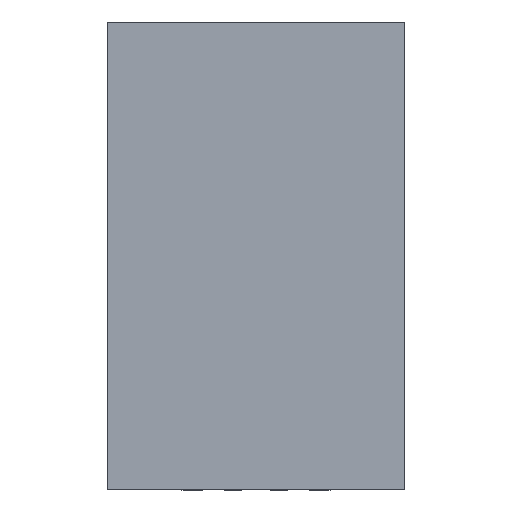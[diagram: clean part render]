
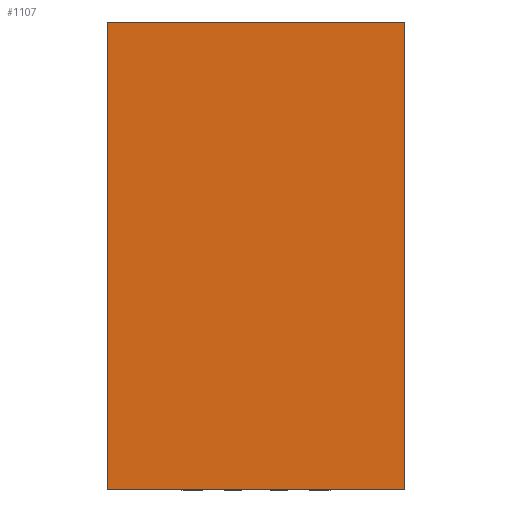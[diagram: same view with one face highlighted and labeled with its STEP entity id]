
A CAD part, top view. The second image highlights one B-rep face of the part: STEP entity #1107.
In plain terms, the highlighted planar face has unit normal (0, 0, 1).
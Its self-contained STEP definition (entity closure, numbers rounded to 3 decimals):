
#21 = EDGE_CURVE('',#22,#24,#26,.T.);
#22 = VERTEX_POINT('',#23);
#23 = CARTESIAN_POINT('',(-1.75,-2.75,1.));
#24 = VERTEX_POINT('',#25);
#25 = CARTESIAN_POINT('',(-1.75,2.75,1.));
#26 = SURFACE_CURVE('',#27,(#31,#43),.PCURVE_S1.);
#27 = LINE('',#28,#29);
#28 = CARTESIAN_POINT('',(-1.75,-2.75,1.));
#29 = VECTOR('',#30,1.);
#30 = DIRECTION('',(0.,1.,0.));
#31 = PCURVE('',#32,#37);
#32 = PLANE('',#33);
#33 = AXIS2_PLACEMENT_3D('',#34,#35,#36);
#34 = CARTESIAN_POINT('',(-1.75,-2.75,0.05));
#35 = DIRECTION('',(1.,0.,0.));
#36 = DIRECTION('',(0.,0.,1.));
#37 = DEFINITIONAL_REPRESENTATION('',(#38),#42);
#38 = LINE('',#39,#40);
#39 = CARTESIAN_POINT('',(0.95,0.));
#40 = VECTOR('',#41,1.);
#41 = DIRECTION('',(0.,-1.));
#42 = ( GEOMETRIC_REPRESENTATION_CONTEXT(2) 
PARAMETRIC_REPRESENTATION_CONTEXT() REPRESENTATION_CONTEXT('2D SPACE',''
  ) );
#43 = PCURVE('',#44,#49);
#44 = PLANE('',#45);
#45 = AXIS2_PLACEMENT_3D('',#46,#47,#48);
#46 = CARTESIAN_POINT('',(-1.75,-2.75,1.));
#47 = DIRECTION('',(0.,0.,1.));
#48 = DIRECTION('',(1.,0.,0.));
#49 = DEFINITIONAL_REPRESENTATION('',(#50),#54);
#50 = LINE('',#51,#52);
#51 = CARTESIAN_POINT('',(0.,0.));
#52 = VECTOR('',#53,1.);
#53 = DIRECTION('',(0.,1.));
#54 = ( GEOMETRIC_REPRESENTATION_CONTEXT(2) 
PARAMETRIC_REPRESENTATION_CONTEXT() REPRESENTATION_CONTEXT('2D SPACE',''
  ) );
#72 = PLANE('',#73);
#73 = AXIS2_PLACEMENT_3D('',#74,#75,#76);
#74 = CARTESIAN_POINT('',(-1.75,-2.75,0.05));
#75 = DIRECTION('',(0.,1.,0.));
#76 = DIRECTION('',(0.,0.,1.));
#1096 = PLANE('',#1097);
#1097 = AXIS2_PLACEMENT_3D('',#1098,#1099,#1100);
#1098 = CARTESIAN_POINT('',(-1.75,2.75,0.05));
#1099 = DIRECTION('',(0.,1.,0.));
#1100 = DIRECTION('',(0.,0.,1.));
#1107 = ADVANCED_FACE('',(#1108),#44,.T.);
#1108 = FACE_BOUND('',#1109,.T.);
#1109 = EDGE_LOOP('',(#1110,#1111,#1134,#1162));
#1110 = ORIENTED_EDGE('',*,*,#21,.F.);
#1111 = ORIENTED_EDGE('',*,*,#1112,.T.);
#1112 = EDGE_CURVE('',#22,#1113,#1115,.T.);
#1113 = VERTEX_POINT('',#1114);
#1114 = CARTESIAN_POINT('',(1.75,-2.75,1.));
#1115 = SURFACE_CURVE('',#1116,(#1120,#1127),.PCURVE_S1.);
#1116 = LINE('',#1117,#1118);
#1117 = CARTESIAN_POINT('',(-1.75,-2.75,1.));
#1118 = VECTOR('',#1119,1.);
#1119 = DIRECTION('',(1.,0.,0.));
#1120 = PCURVE('',#44,#1121);
#1121 = DEFINITIONAL_REPRESENTATION('',(#1122),#1126);
#1122 = LINE('',#1123,#1124);
#1123 = CARTESIAN_POINT('',(0.,0.));
#1124 = VECTOR('',#1125,1.);
#1125 = DIRECTION('',(1.,0.));
#1126 = ( GEOMETRIC_REPRESENTATION_CONTEXT(2) 
PARAMETRIC_REPRESENTATION_CONTEXT() REPRESENTATION_CONTEXT('2D SPACE',''
  ) );
#1127 = PCURVE('',#72,#1128);
#1128 = DEFINITIONAL_REPRESENTATION('',(#1129),#1133);
#1129 = LINE('',#1130,#1131);
#1130 = CARTESIAN_POINT('',(0.95,0.));
#1131 = VECTOR('',#1132,1.);
#1132 = DIRECTION('',(0.,1.));
#1133 = ( GEOMETRIC_REPRESENTATION_CONTEXT(2) 
PARAMETRIC_REPRESENTATION_CONTEXT() REPRESENTATION_CONTEXT('2D SPACE',''
  ) );
#1134 = ORIENTED_EDGE('',*,*,#1135,.T.);
#1135 = EDGE_CURVE('',#1113,#1136,#1138,.T.);
#1136 = VERTEX_POINT('',#1137);
#1137 = CARTESIAN_POINT('',(1.75,2.75,1.));
#1138 = SURFACE_CURVE('',#1139,(#1143,#1150),.PCURVE_S1.);
#1139 = LINE('',#1140,#1141);
#1140 = CARTESIAN_POINT('',(1.75,-2.75,1.));
#1141 = VECTOR('',#1142,1.);
#1142 = DIRECTION('',(0.,1.,0.));
#1143 = PCURVE('',#44,#1144);
#1144 = DEFINITIONAL_REPRESENTATION('',(#1145),#1149);
#1145 = LINE('',#1146,#1147);
#1146 = CARTESIAN_POINT('',(3.5,0.));
#1147 = VECTOR('',#1148,1.);
#1148 = DIRECTION('',(0.,1.));
#1149 = ( GEOMETRIC_REPRESENTATION_CONTEXT(2) 
PARAMETRIC_REPRESENTATION_CONTEXT() REPRESENTATION_CONTEXT('2D SPACE',''
  ) );
#1150 = PCURVE('',#1151,#1156);
#1151 = PLANE('',#1152);
#1152 = AXIS2_PLACEMENT_3D('',#1153,#1154,#1155);
#1153 = CARTESIAN_POINT('',(1.75,-2.75,0.05));
#1154 = DIRECTION('',(1.,0.,0.));
#1155 = DIRECTION('',(0.,0.,1.));
#1156 = DEFINITIONAL_REPRESENTATION('',(#1157),#1161);
#1157 = LINE('',#1158,#1159);
#1158 = CARTESIAN_POINT('',(0.95,0.));
#1159 = VECTOR('',#1160,1.);
#1160 = DIRECTION('',(0.,-1.));
#1161 = ( GEOMETRIC_REPRESENTATION_CONTEXT(2) 
PARAMETRIC_REPRESENTATION_CONTEXT() REPRESENTATION_CONTEXT('2D SPACE',''
  ) );
#1162 = ORIENTED_EDGE('',*,*,#1163,.F.);
#1163 = EDGE_CURVE('',#24,#1136,#1164,.T.);
#1164 = SURFACE_CURVE('',#1165,(#1169,#1176),.PCURVE_S1.);
#1165 = LINE('',#1166,#1167);
#1166 = CARTESIAN_POINT('',(-1.75,2.75,1.));
#1167 = VECTOR('',#1168,1.);
#1168 = DIRECTION('',(1.,0.,0.));
#1169 = PCURVE('',#44,#1170);
#1170 = DEFINITIONAL_REPRESENTATION('',(#1171),#1175);
#1171 = LINE('',#1172,#1173);
#1172 = CARTESIAN_POINT('',(0.,5.5));
#1173 = VECTOR('',#1174,1.);
#1174 = DIRECTION('',(1.,0.));
#1175 = ( GEOMETRIC_REPRESENTATION_CONTEXT(2) 
PARAMETRIC_REPRESENTATION_CONTEXT() REPRESENTATION_CONTEXT('2D SPACE',''
  ) );
#1176 = PCURVE('',#1096,#1177);
#1177 = DEFINITIONAL_REPRESENTATION('',(#1178),#1182);
#1178 = LINE('',#1179,#1180);
#1179 = CARTESIAN_POINT('',(0.95,0.));
#1180 = VECTOR('',#1181,1.);
#1181 = DIRECTION('',(0.,1.));
#1182 = ( GEOMETRIC_REPRESENTATION_CONTEXT(2) 
PARAMETRIC_REPRESENTATION_CONTEXT() REPRESENTATION_CONTEXT('2D SPACE',''
  ) );
